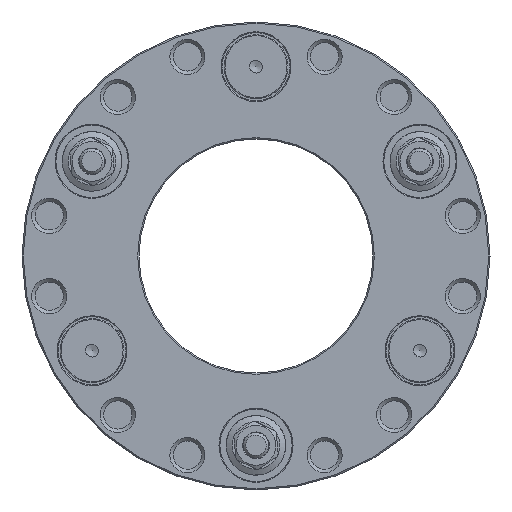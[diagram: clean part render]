
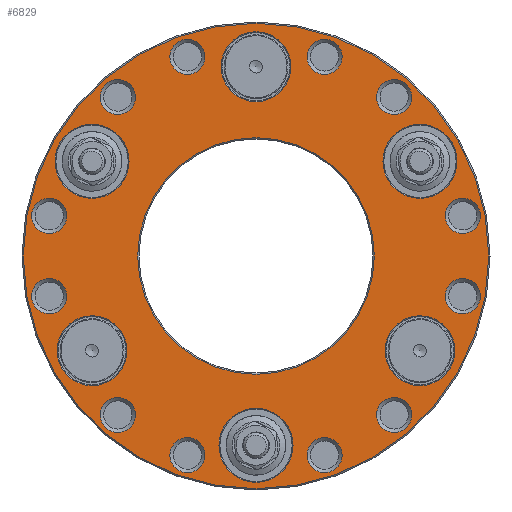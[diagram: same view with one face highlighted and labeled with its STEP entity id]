
A CAD part, front view. The second image highlights one B-rep face of the part: STEP entity #6829.
In plain terms, the highlighted planar face has unit normal (0, -1, 0).
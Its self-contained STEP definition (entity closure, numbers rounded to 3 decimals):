
#408=PLANE('',#7245);
#615=ORIENTED_EDGE('',*,*,#1627,.T.);
#616=ORIENTED_EDGE('',*,*,#1628,.T.);
#617=ORIENTED_EDGE('',*,*,#1629,.T.);
#618=ORIENTED_EDGE('',*,*,#1596,.T.);
#619=ORIENTED_EDGE('',*,*,#1595,.T.);
#620=ORIENTED_EDGE('',*,*,#1602,.T.);
#621=ORIENTED_EDGE('',*,*,#1601,.T.);
#622=ORIENTED_EDGE('',*,*,#1608,.T.);
#623=ORIENTED_EDGE('',*,*,#1607,.T.);
#624=ORIENTED_EDGE('',*,*,#1614,.T.);
#625=ORIENTED_EDGE('',*,*,#1613,.T.);
#626=ORIENTED_EDGE('',*,*,#1620,.T.);
#627=ORIENTED_EDGE('',*,*,#1619,.T.);
#628=ORIENTED_EDGE('',*,*,#1630,.T.);
#629=ORIENTED_EDGE('',*,*,#1631,.T.);
#630=ORIENTED_EDGE('',*,*,#1632,.T.);
#631=ORIENTED_EDGE('',*,*,#1633,.T.);
#632=ORIENTED_EDGE('',*,*,#1634,.T.);
#633=ORIENTED_EDGE('',*,*,#1635,.T.);
#634=ORIENTED_EDGE('',*,*,#1636,.T.);
#1595=EDGE_CURVE('',#2120,#2120,#2541,.T.);
#1596=EDGE_CURVE('',#2121,#2121,#2542,.T.);
#1601=EDGE_CURVE('',#2126,#2126,#2547,.T.);
#1602=EDGE_CURVE('',#2127,#2127,#2548,.T.);
#1607=EDGE_CURVE('',#2132,#2132,#2553,.T.);
#1608=EDGE_CURVE('',#2133,#2133,#2554,.T.);
#1613=EDGE_CURVE('',#2138,#2138,#2559,.T.);
#1614=EDGE_CURVE('',#2139,#2139,#2560,.T.);
#1619=EDGE_CURVE('',#2144,#2144,#2565,.T.);
#1620=EDGE_CURVE('',#2145,#2145,#2566,.T.);
#1627=EDGE_CURVE('',#2152,#2152,#2573,.T.);
#1628=EDGE_CURVE('',#2153,#2153,#2574,.T.);
#1629=EDGE_CURVE('',#2154,#2154,#2575,.T.);
#1630=EDGE_CURVE('',#2155,#2155,#2576,.T.);
#1631=EDGE_CURVE('',#2156,#2156,#2577,.T.);
#1632=EDGE_CURVE('',#2157,#2157,#2578,.T.);
#1633=EDGE_CURVE('',#2158,#2158,#2579,.F.);
#1634=EDGE_CURVE('',#2159,#2159,#2580,.T.);
#1635=EDGE_CURVE('',#2160,#2160,#2581,.T.);
#1636=EDGE_CURVE('',#2161,#2161,#2582,.T.);
#2120=VERTEX_POINT('',#9504);
#2121=VERTEX_POINT('',#9507);
#2126=VERTEX_POINT('',#9522);
#2127=VERTEX_POINT('',#9525);
#2132=VERTEX_POINT('',#9540);
#2133=VERTEX_POINT('',#9543);
#2138=VERTEX_POINT('',#9558);
#2139=VERTEX_POINT('',#9561);
#2144=VERTEX_POINT('',#9576);
#2145=VERTEX_POINT('',#9579);
#2152=VERTEX_POINT('',#9598);
#2153=VERTEX_POINT('',#9600);
#2154=VERTEX_POINT('',#9602);
#2155=VERTEX_POINT('',#9604);
#2156=VERTEX_POINT('',#9606);
#2157=VERTEX_POINT('',#9608);
#2158=VERTEX_POINT('',#9610);
#2159=VERTEX_POINT('',#9612);
#2160=VERTEX_POINT('',#9614);
#2161=VERTEX_POINT('',#9616);
#2541=CIRCLE('',#7184,4.124);
#2542=CIRCLE('',#7186,4.124);
#2547=CIRCLE('',#7196,4.124);
#2548=CIRCLE('',#7198,4.124);
#2553=CIRCLE('',#7208,4.124);
#2554=CIRCLE('',#7210,4.124);
#2559=CIRCLE('',#7220,4.124);
#2560=CIRCLE('',#7222,4.124);
#2565=CIRCLE('',#7232,4.124);
#2566=CIRCLE('',#7234,4.124);
#2573=CIRCLE('',#7246,8.2);
#2574=CIRCLE('',#7247,8.2);
#2575=CIRCLE('',#7248,8.2);
#2576=CIRCLE('',#7249,4.124);
#2577=CIRCLE('',#7250,4.124);
#2578=CIRCLE('',#7251,27.8);
#2579=CIRCLE('',#7252,54.7);
#2580=CIRCLE('',#7253,8.7);
#2581=CIRCLE('',#7254,8.7);
#2582=CIRCLE('',#7255,8.7);
#2985=EDGE_LOOP('',(#615));
#2986=EDGE_LOOP('',(#616));
#2987=EDGE_LOOP('',(#617));
#2988=EDGE_LOOP('',(#618));
#2989=EDGE_LOOP('',(#619));
#2990=EDGE_LOOP('',(#620));
#2991=EDGE_LOOP('',(#621));
#2992=EDGE_LOOP('',(#622));
#2993=EDGE_LOOP('',(#623));
#2994=EDGE_LOOP('',(#624));
#2995=EDGE_LOOP('',(#625));
#2996=EDGE_LOOP('',(#626));
#2997=EDGE_LOOP('',(#627));
#2998=EDGE_LOOP('',(#628));
#2999=EDGE_LOOP('',(#629));
#3000=EDGE_LOOP('',(#630));
#3001=EDGE_LOOP('',(#631));
#3002=EDGE_LOOP('',(#632));
#3003=EDGE_LOOP('',(#633));
#3004=EDGE_LOOP('',(#634));
#3650=FACE_BOUND('',#2985,.T.);
#3651=FACE_BOUND('',#2986,.T.);
#3652=FACE_BOUND('',#2987,.T.);
#3653=FACE_BOUND('',#2988,.T.);
#3654=FACE_BOUND('',#2989,.T.);
#3655=FACE_BOUND('',#2990,.T.);
#3656=FACE_BOUND('',#2991,.T.);
#3657=FACE_BOUND('',#2992,.T.);
#3658=FACE_BOUND('',#2993,.T.);
#3659=FACE_BOUND('',#2994,.T.);
#3660=FACE_BOUND('',#2995,.T.);
#3661=FACE_BOUND('',#2996,.T.);
#3662=FACE_BOUND('',#2997,.T.);
#3663=FACE_BOUND('',#2998,.T.);
#3664=FACE_BOUND('',#2999,.T.);
#3665=FACE_BOUND('',#3000,.T.);
#3666=FACE_BOUND('',#3001,.T.);
#3667=FACE_BOUND('',#3002,.T.);
#3668=FACE_BOUND('',#3003,.T.);
#3669=FACE_BOUND('',#3004,.T.);
#6829=ADVANCED_FACE('',(#3650,#3651,#3652,#3653,#3654,#3655,#3656,#3657,
#3658,#3659,#3660,#3661,#3662,#3663,#3664,#3665,#3666,#3667,#3668,#3669),
#408,.F.);
#7184=AXIS2_PLACEMENT_3D('',#9503,#7952,#7953);
#7186=AXIS2_PLACEMENT_3D('',#9506,#7956,#7957);
#7196=AXIS2_PLACEMENT_3D('',#9521,#7976,#7977);
#7198=AXIS2_PLACEMENT_3D('',#9524,#7980,#7981);
#7208=AXIS2_PLACEMENT_3D('',#9539,#8000,#8001);
#7210=AXIS2_PLACEMENT_3D('',#9542,#8004,#8005);
#7220=AXIS2_PLACEMENT_3D('',#9557,#8024,#8025);
#7222=AXIS2_PLACEMENT_3D('',#9560,#8028,#8029);
#7232=AXIS2_PLACEMENT_3D('',#9575,#8048,#8049);
#7234=AXIS2_PLACEMENT_3D('',#9578,#8052,#8053);
#7245=AXIS2_PLACEMENT_3D('',#9596,#8074,#8075);
#7246=AXIS2_PLACEMENT_3D('',#9597,#8076,#8077);
#7247=AXIS2_PLACEMENT_3D('',#9599,#8078,#8079);
#7248=AXIS2_PLACEMENT_3D('',#9601,#8080,#8081);
#7249=AXIS2_PLACEMENT_3D('',#9603,#8082,#8083);
#7250=AXIS2_PLACEMENT_3D('',#9605,#8084,#8085);
#7251=AXIS2_PLACEMENT_3D('',#9607,#8086,#8087);
#7252=AXIS2_PLACEMENT_3D('',#9609,#8088,#8089);
#7253=AXIS2_PLACEMENT_3D('',#9611,#8090,#8091);
#7254=AXIS2_PLACEMENT_3D('',#9613,#8092,#8093);
#7255=AXIS2_PLACEMENT_3D('',#9615,#8094,#8095);
#7952=DIRECTION('',(0.,1.,0.));
#7953=DIRECTION('',(0.866,0.,0.5));
#7956=DIRECTION('',(0.,1.,0.));
#7957=DIRECTION('',(0.866,0.,0.5));
#7976=DIRECTION('',(0.,1.,0.));
#7977=DIRECTION('',(0.866,0.,-0.5));
#7980=DIRECTION('',(0.,1.,0.));
#7981=DIRECTION('',(0.866,0.,-0.5));
#8000=DIRECTION('',(0.,1.,0.));
#8001=DIRECTION('',(0.,0.,-1.));
#8004=DIRECTION('',(0.,1.,0.));
#8005=DIRECTION('',(0.,0.,-1.));
#8024=DIRECTION('',(0.,1.,0.));
#8025=DIRECTION('',(-0.866,0.,-0.5));
#8028=DIRECTION('',(0.,1.,0.));
#8029=DIRECTION('',(-0.866,0.,-0.5));
#8048=DIRECTION('',(0.,1.,0.));
#8049=DIRECTION('',(-0.866,0.,0.5));
#8052=DIRECTION('',(0.,1.,0.));
#8053=DIRECTION('',(-0.866,0.,0.5));
#8074=DIRECTION('',(0.,1.,0.));
#8075=DIRECTION('',(0.,0.,1.));
#8076=DIRECTION('',(0.,1.,0.));
#8077=DIRECTION('',(0.,0.,1.));
#8078=DIRECTION('',(0.,1.,0.));
#8079=DIRECTION('',(0.,0.,1.));
#8080=DIRECTION('',(0.,1.,0.));
#8081=DIRECTION('',(0.,0.,1.));
#8082=DIRECTION('',(0.,1.,0.));
#8083=DIRECTION('',(0.,0.,1.));
#8084=DIRECTION('',(0.,1.,0.));
#8085=DIRECTION('',(0.,0.,1.));
#8086=DIRECTION('',(0.,1.,0.));
#8087=DIRECTION('',(0.,0.,1.));
#8088=DIRECTION('',(0.,1.,0.));
#8089=DIRECTION('',(0.,0.,1.));
#8090=DIRECTION('',(0.,1.,0.));
#8091=DIRECTION('',(0.,0.,1.));
#8092=DIRECTION('',(0.,1.,0.));
#8093=DIRECTION('',(0.,0.,1.));
#8094=DIRECTION('',(0.,1.,0.));
#8095=DIRECTION('',(0.,0.,1.));
#9503=CARTESIAN_POINT('',(16.116,0.,-46.803));
#9504=CARTESIAN_POINT('',(19.687,0.,-44.741));
#9506=CARTESIAN_POINT('',(32.475,0.,-37.358));
#9507=CARTESIAN_POINT('',(36.046,0.,-35.296));
#9521=CARTESIAN_POINT('',(-32.475,0.,-37.358));
#9522=CARTESIAN_POINT('',(-28.904,0.,-39.42));
#9524=CARTESIAN_POINT('',(-16.116,0.,-46.803));
#9525=CARTESIAN_POINT('',(-12.545,0.,-48.865));
#9539=CARTESIAN_POINT('',(-48.591,0.,9.445));
#9540=CARTESIAN_POINT('',(-48.591,0.,5.322));
#9542=CARTESIAN_POINT('',(-48.591,0.,-9.445));
#9543=CARTESIAN_POINT('',(-48.591,0.,-13.569));
#9557=CARTESIAN_POINT('',(-16.116,0.,46.803));
#9558=CARTESIAN_POINT('',(-19.687,0.,44.741));
#9560=CARTESIAN_POINT('',(-32.475,0.,37.358));
#9561=CARTESIAN_POINT('',(-36.046,0.,35.296));
#9575=CARTESIAN_POINT('',(32.475,0.,37.358));
#9576=CARTESIAN_POINT('',(28.904,0.,39.42));
#9578=CARTESIAN_POINT('',(16.116,0.,46.803));
#9579=CARTESIAN_POINT('',(12.545,0.,48.865));
#9596=CARTESIAN_POINT('',(0.,0.,0.));
#9597=CARTESIAN_POINT('',(38.538,0.,-22.25));
#9598=CARTESIAN_POINT('',(38.538,0.,-14.05));
#9599=CARTESIAN_POINT('',(-38.538,0.,-22.25));
#9600=CARTESIAN_POINT('',(-38.538,0.,-14.05));
#9601=CARTESIAN_POINT('',(0.,0.,44.5));
#9602=CARTESIAN_POINT('',(0.,0.,52.7));
#9603=CARTESIAN_POINT('',(48.591,0.,-9.445));
#9604=CARTESIAN_POINT('',(48.591,0.,-5.322));
#9605=CARTESIAN_POINT('',(48.591,0.,9.445));
#9606=CARTESIAN_POINT('',(48.591,0.,13.569));
#9607=CARTESIAN_POINT('',(0.,0.,0.));
#9608=CARTESIAN_POINT('',(0.,0.,27.8));
#9609=CARTESIAN_POINT('',(0.,0.,0.));
#9610=CARTESIAN_POINT('',(0.,0.,54.7));
#9611=CARTESIAN_POINT('',(0.,0.,-44.5));
#9612=CARTESIAN_POINT('',(0.,0.,-35.8));
#9613=CARTESIAN_POINT('',(-38.538,0.,22.25));
#9614=CARTESIAN_POINT('',(-38.538,0.,30.95));
#9615=CARTESIAN_POINT('',(38.538,0.,22.25));
#9616=CARTESIAN_POINT('',(38.538,0.,30.95));
